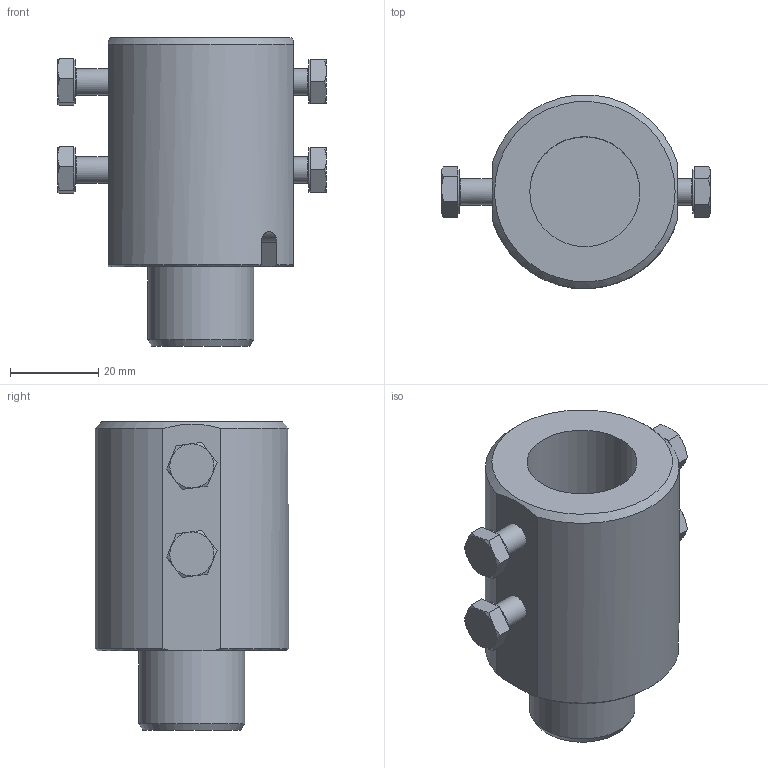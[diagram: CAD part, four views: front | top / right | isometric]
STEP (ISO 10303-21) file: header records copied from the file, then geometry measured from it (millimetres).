
FILE_DESCRIPTION(/* description */ (''),/* implementation_level */ '2;1');
FILE_NAME(/* name */ 'W9991047_stp.stp',/* time_stamp */ '2016-09-22T14:50:43+02:00',/* author */ (''),/* organization */ (''),/* preprocessor_version */ 'ST-DEVELOPER v15',/* originating_system */ 'SIEMENS PLM Software NX 9.0',/* authorisation */ '');
FILE_SCHEMA (('AUTOMOTIVE_DESIGN { 1 0 10303 214 3 1 1 1 }'));
Length unit declared in the file: millimetre
Products named in the file (1): krei156496F6w4hy
Bounding box: 61 x 43.91 x 70 mm (x, y, z)
Volume: 68047.6 mm3; surface area: 16015.4 mm2
Topology: 1 solids, 1 shells, 111 faces, 242 edges, 143 vertices
Faces by surface type: plane 65, cone 29, cylinder 13, torus 4
Full cylindrical faces by diameter (mm): 6 x4, 10 x4, 24 x1, 25 x1
Entity records: 2988 total; most frequent: CARTESIAN_POINT 677, DIRECTION 469, ORIENTED_EDGE 446, EDGE_CURVE 223, AXIS2_PLACEMENT_3D 191, VERTEX_POINT 140, EDGE_LOOP 137, ADVANCED_FACE 111
